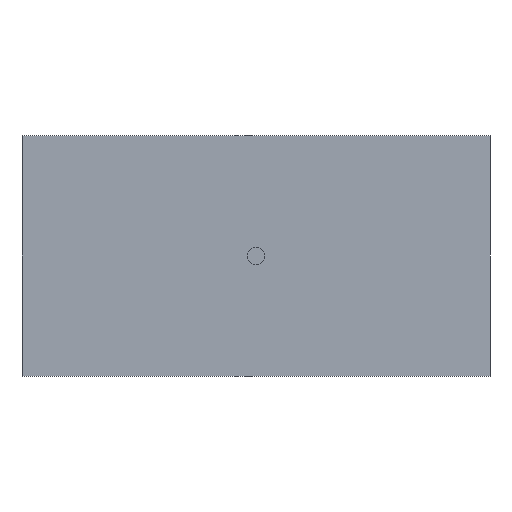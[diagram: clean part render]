
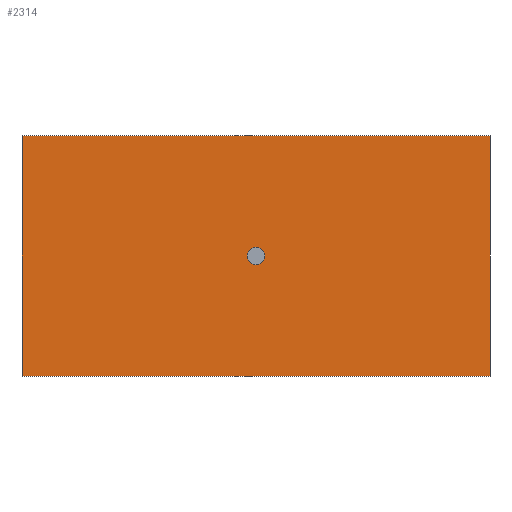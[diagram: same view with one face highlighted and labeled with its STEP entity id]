
A CAD part, front view. The second image highlights one B-rep face of the part: STEP entity #2314.
In plain terms, the highlighted planar face has unit normal (0, -1, 0).
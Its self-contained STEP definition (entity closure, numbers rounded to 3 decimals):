
#1552=DIRECTION('',(0.,0.,1.));
#1553=VECTOR('',#1552,55.);
#1554=CARTESIAN_POINT('',(-53.5,-12.,-27.5));
#1555=LINE('',#1554,#1553);
#1556=DIRECTION('',(1.,0.,0.));
#1557=VECTOR('',#1556,107.);
#1558=CARTESIAN_POINT('',(-53.5,-12.,27.5));
#1559=LINE('',#1558,#1557);
#1560=DIRECTION('',(0.,0.,-1.));
#1561=VECTOR('',#1560,55.);
#1562=CARTESIAN_POINT('',(53.5,-12.,27.5));
#1563=LINE('',#1562,#1561);
#1564=DIRECTION('',(-1.,0.,0.));
#1565=VECTOR('',#1564,107.);
#1566=CARTESIAN_POINT('',(53.5,-12.,-27.5));
#1567=LINE('',#1566,#1565);
#1568=CARTESIAN_POINT('',(0.,-12.,0.));
#1569=DIRECTION('',(0.,-1.,0.));
#1570=DIRECTION('',(1.,0.,0.));
#1571=AXIS2_PLACEMENT_3D('',#1568,#1569,#1570);
#1573=CARTESIAN_POINT('',(0.,-12.,0.));
#1574=DIRECTION('',(0.,-1.,0.));
#1575=DIRECTION('',(-1.,0.,0.));
#1576=AXIS2_PLACEMENT_3D('',#1573,#1574,#1575);
#2016=CARTESIAN_POINT('',(-53.5,-12.,-27.5));
#2017=CARTESIAN_POINT('',(-53.5,-12.,27.5));
#2018=VERTEX_POINT('',#2016);
#2019=VERTEX_POINT('',#2017);
#2020=CARTESIAN_POINT('',(53.5,-12.,27.5));
#2021=VERTEX_POINT('',#2020);
#2022=CARTESIAN_POINT('',(53.5,-12.,-27.5));
#2023=VERTEX_POINT('',#2022);
#2152=CARTESIAN_POINT('',(2.,-12.,0.));
#2153=CARTESIAN_POINT('',(-2.,-12.,0.));
#2154=VERTEX_POINT('',#2152);
#2155=VERTEX_POINT('',#2153);
#2295=CARTESIAN_POINT('',(0.,-12.,0.));
#2296=DIRECTION('',(0.,1.,0.));
#2297=DIRECTION('',(1.,0.,0.));
#2298=AXIS2_PLACEMENT_3D('',#2295,#2296,#2297);
#2299=PLANE('',#2298);
#2300=ORIENTED_EDGE('',*,*,#2169,.T.);
#2302=ORIENTED_EDGE('',*,*,#2301,.T.);
#2304=ORIENTED_EDGE('',*,*,#2303,.T.);
#2305=ORIENTED_EDGE('',*,*,#2288,.T.);
#2306=EDGE_LOOP('',(#2300,#2302,#2304,#2305));
#2307=FACE_OUTER_BOUND('',#2306,.F.);
#2309=ORIENTED_EDGE('',*,*,#2308,.T.);
#2311=ORIENTED_EDGE('',*,*,#2310,.T.);
#2312=EDGE_LOOP('',(#2309,#2311));
#2313=FACE_BOUND('',#2312,.F.);
#2314=ADVANCED_FACE('',(#2307,#2313),#2299,.F.);
#1572=CIRCLE('',#1571,2.);
#1577=CIRCLE('',#1576,2.);
#2169=EDGE_CURVE('',#2018,#2019,#1555,.T.);
#2288=EDGE_CURVE('',#2023,#2018,#1567,.T.);
#2301=EDGE_CURVE('',#2019,#2021,#1559,.T.);
#2303=EDGE_CURVE('',#2021,#2023,#1563,.T.);
#2308=EDGE_CURVE('',#2154,#2155,#1572,.T.);
#2310=EDGE_CURVE('',#2155,#2154,#1577,.T.);
